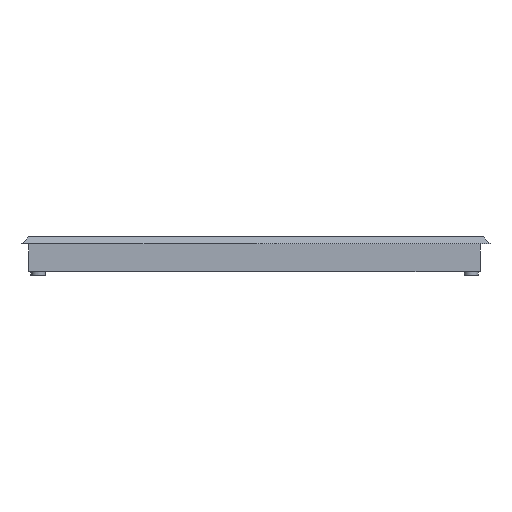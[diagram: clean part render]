
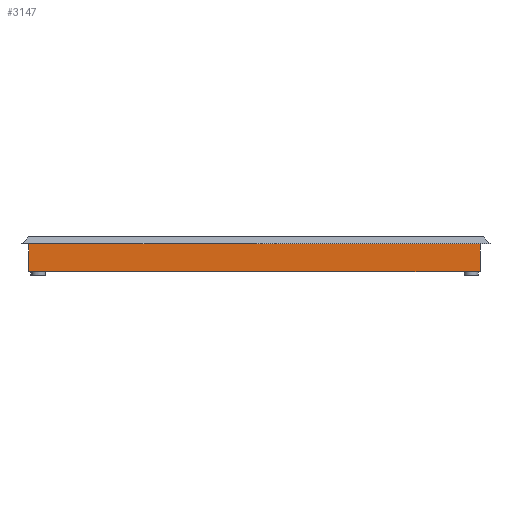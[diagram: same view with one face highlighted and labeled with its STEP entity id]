
A CAD part, left-side view. The second image highlights one B-rep face of the part: STEP entity #3147.
In plain terms, the highlighted planar face has unit normal (-1, 0, 0).
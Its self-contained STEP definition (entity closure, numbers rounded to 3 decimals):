
#263=FACE_OUTER_BOUND('',#436,.T.);
#436=EDGE_LOOP('',(#2677,#2678,#2679,#2680));
#761=LINE('',#5174,#1118);
#776=LINE('',#5230,#1133);
#777=LINE('',#5233,#1134);
#778=LINE('',#5234,#1135);
#1118=VECTOR('',#3901,10.);
#1133=VECTOR('',#3962,10.);
#1134=VECTOR('',#3965,10.);
#1135=VECTOR('',#3966,10.);
#1491=VERTEX_POINT('',#5171);
#1492=VERTEX_POINT('',#5173);
#1510=VERTEX_POINT('',#5228);
#1511=VERTEX_POINT('',#5232);
#1903=EDGE_CURVE('',#1491,#1492,#761,.T.);
#1930=EDGE_CURVE('',#1491,#1510,#776,.T.);
#1931=EDGE_CURVE('',#1511,#1510,#777,.T.);
#1932=EDGE_CURVE('',#1492,#1511,#778,.T.);
#2677=ORIENTED_EDGE('',*,*,#1931,.F.);
#2678=ORIENTED_EDGE('',*,*,#1932,.F.);
#2679=ORIENTED_EDGE('',*,*,#1903,.F.);
#2680=ORIENTED_EDGE('',*,*,#1930,.T.);
#2986=PLANE('',#3342);
#3147=ADVANCED_FACE('',(#263),#2986,.T.);
#3342=AXIS2_PLACEMENT_3D('',#5231,#3963,#3964);
#3901=DIRECTION('',(0.,-1.,0.));
#3962=DIRECTION('',(0.,0.,-1.));
#3963=DIRECTION('center_axis',(-1.,0.,0.));
#3964=DIRECTION('ref_axis',(0.,0.,
1.));
#3965=DIRECTION('',(0.,1.,0.));
#3966=DIRECTION('',(0.,0.,-1.));
#5171=CARTESIAN_POINT('',(-162.312,61.103,17.701));
#5173=CARTESIAN_POINT('',(-162.312,-67.97,17.701));
#5174=CARTESIAN_POINT('',(-162.312,-35.561,17.701));
#5228=CARTESIAN_POINT('',(-162.312,61.103,9.701));
#5230=CARTESIAN_POINT('',(-162.312,61.103,12.701));
#5231=CARTESIAN_POINT('Origin',(-162.312,-67.97,5.701));
#5232=CARTESIAN_POINT('',(-162.312,-67.97,9.701));
#5233=CARTESIAN_POINT('',(-162.312,-3.433,9.701));
#5234=CARTESIAN_POINT('',(-162.312,-67.97,12.701));
